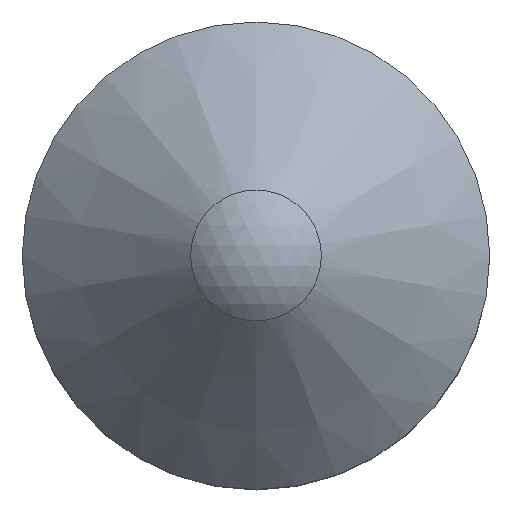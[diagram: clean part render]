
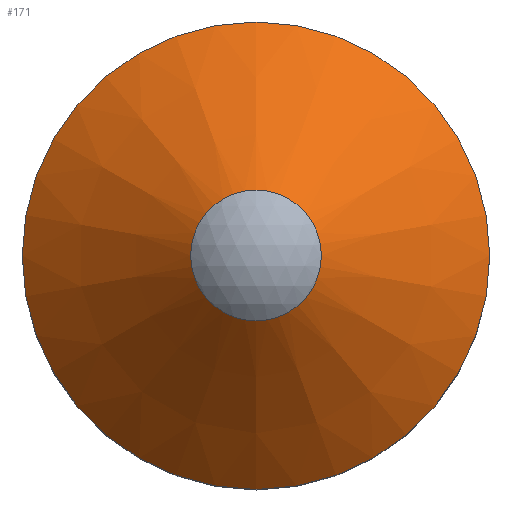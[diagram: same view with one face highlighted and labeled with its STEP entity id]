
A CAD part, top view. The second image highlights one B-rep face of the part: STEP entity #171.
In plain terms, the highlighted conical face has half-angle 47 degrees and reference radius 1.563 mm.
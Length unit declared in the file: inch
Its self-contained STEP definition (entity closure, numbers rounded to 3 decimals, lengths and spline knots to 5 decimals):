
#33=FACE_OUTER_BOUND('',#48,.T.);
#48=EDGE_LOOP('',(#143,#144,#145,#146));
#57=LINE('',#315,#65);
#65=VECTOR('',#263,0.06155);
#79=CIRCLE('',#208,0.22);
#80=CIRCLE('',#210,0.06155);
#93=VERTEX_POINT('',#310);
#94=VERTEX_POINT('',#314);
#111=EDGE_CURVE('',#93,#93,#79,.T.);
#112=EDGE_CURVE('',#93,#94,#57,.T.);
#113=EDGE_CURVE('',#94,#94,#80,.T.);
#143=ORIENTED_EDGE('',*,*,#111,.F.);
#144=ORIENTED_EDGE('',*,*,#112,.T.);
#145=ORIENTED_EDGE('',*,*,#113,.T.);
#146=ORIENTED_EDGE('',*,*,#112,.F.);
#160=CONICAL_SURFACE('',#209,0.06155,0.82);
#171=ADVANCED_FACE('',(#33),#160,.T.);
#208=AXIS2_PLACEMENT_3D('',#312,#259,#260);
#209=AXIS2_PLACEMENT_3D('',#313,#261,#262);
#210=AXIS2_PLACEMENT_3D('',#316,#264,#265);
#259=DIRECTION('center_axis',(0.,0.,-1.));
#260=DIRECTION('ref_axis',(0.,1.,0.));
#261=DIRECTION('center_axis',(0.,0.,-1.));
#262=DIRECTION('ref_axis',(0.,1.,0.));
#263=DIRECTION('',(0.,0.731,0.682));
#264=DIRECTION('center_axis',(0.,0.,-1.));
#265=DIRECTION('ref_axis',(0.,1.,0.));
#310=CARTESIAN_POINT('',(0.,-0.22,0.456));
#312=CARTESIAN_POINT('Origin',(0.,0.,0.456));
#313=CARTESIAN_POINT('Origin',(0.,0.,0.60376));
#314=CARTESIAN_POINT('',(0.,-0.06155,0.60376));
#315=CARTESIAN_POINT('',(0.,-0.06155,0.60376));
#316=CARTESIAN_POINT('Origin',(0.,0.,0.60376));
